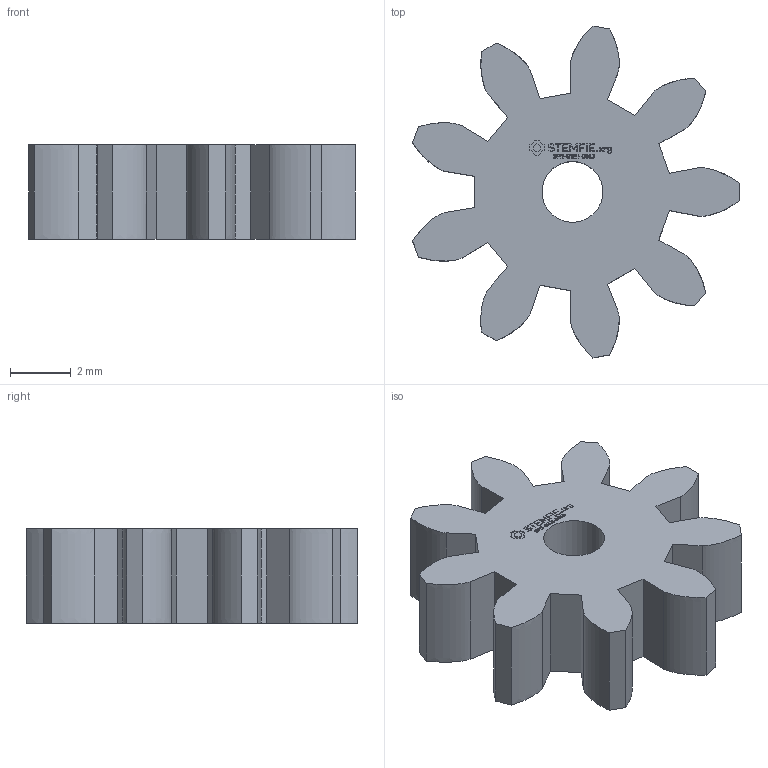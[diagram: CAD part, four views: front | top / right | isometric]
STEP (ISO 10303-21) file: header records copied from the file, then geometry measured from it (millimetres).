
FILE_DESCRIPTION(('FreeCAD Model'),'2;1');
FILE_NAME('Open CASCADE Shape Model','2024-03-09T16:28:37',(''),(''), 'Open CASCADE STEP processor 7.6','FreeCAD','Unknown');
FILE_SCHEMA(('AUTOMOTIVE_DESIGN { 1 0 10303 214 1 1 1 1 }'));
Length unit declared in the file: millimetre
Products named in the file (1): Gear Wheel PLN TTH09 BU00.25 SFT2.0mm - SPN-GWH-0013 (stemfie.org)
Bounding box: 10.75 x 10.92 x 3.12 mm (x, y, z)
Volume: 177 mm3; surface area: 316.2 mm2
Topology: 1 solids, 1 shells, 527 faces, 1485 edges, 990 vertices
Faces by surface type: plane 322, extrusion 204, cylinder 1
Full cylindrical faces by diameter (mm): 2 x1
Entity records: 38392 total; most frequent: CARTESIAN_POINT 9563, DIRECTION 4493, VECTOR 3839, LINE 3635, ORIENTED_EDGE 2970, PCURVE 2970, DEFINITIONAL_REPRESENTATION 2970, EDGE_CURVE 1485
